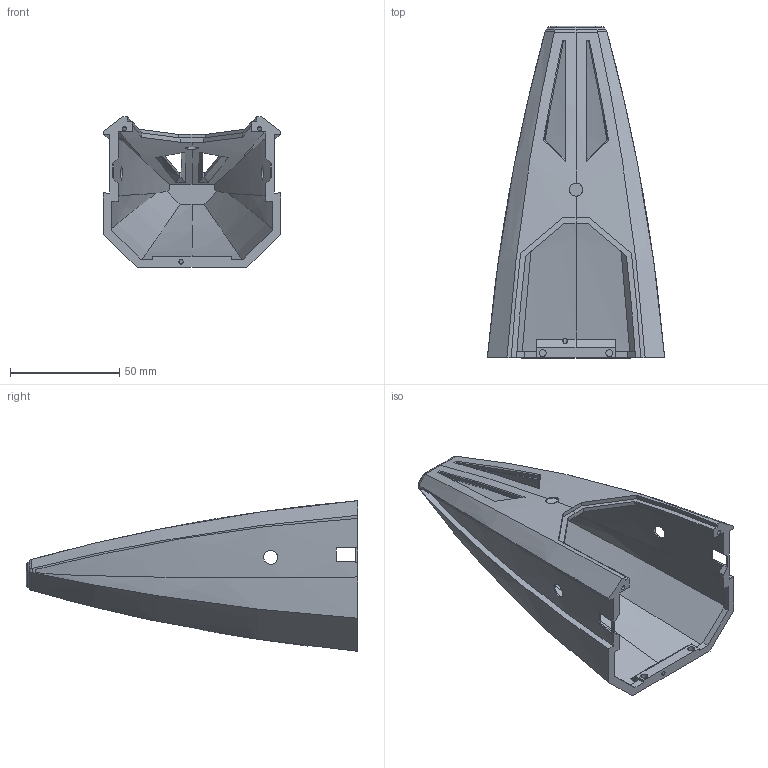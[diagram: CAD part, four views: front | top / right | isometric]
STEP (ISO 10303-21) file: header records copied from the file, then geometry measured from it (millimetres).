
FILE_DESCRIPTION(/* description */ (''),/* implementation_level */ '2;1');
FILE_NAME(/* name */ 'Fuselage 5.step',/* time_stamp */ '2024-11-26T12:08:31+01:00',/* author */ (''),/* organization */ (''),/* preprocessor_version */ 'ST-DEVELOPER v20',/* originating_system */ 'Autodesk Translation Framework v13.20.0.188',/* authorisation */ '');
FILE_SCHEMA (('AUTOMOTIVE_DESIGN { 1 0 10303 214 3 1 1 }'));
Length unit declared in the file: millimetre
Products named in the file (1): Fuselage 5
Bounding box: 81.23 x 152 x 69 mm (x, y, z)
Volume: 34672.7 mm3; surface area: 56271 mm2
Topology: 1 solids, 1 shells, 167 faces, 509 edges, 343 vertices
Faces by surface type: plane 78, bspline 72, cylinder 17
Full cylindrical faces by diameter (mm): 2 x3, 3.2 x2, 6 x2, 6.35 x2
Entity records: 8921 total; most frequent: CARTESIAN_POINT 5110, ORIENTED_EDGE 1018, EDGE_CURVE 509, DIRECTION 404, VERTEX_POINT 343, B_SPLINE_CURVE_WITH_KNOTS 323, EDGE_LOOP 184, FACE_OUTER_BOUND 167
